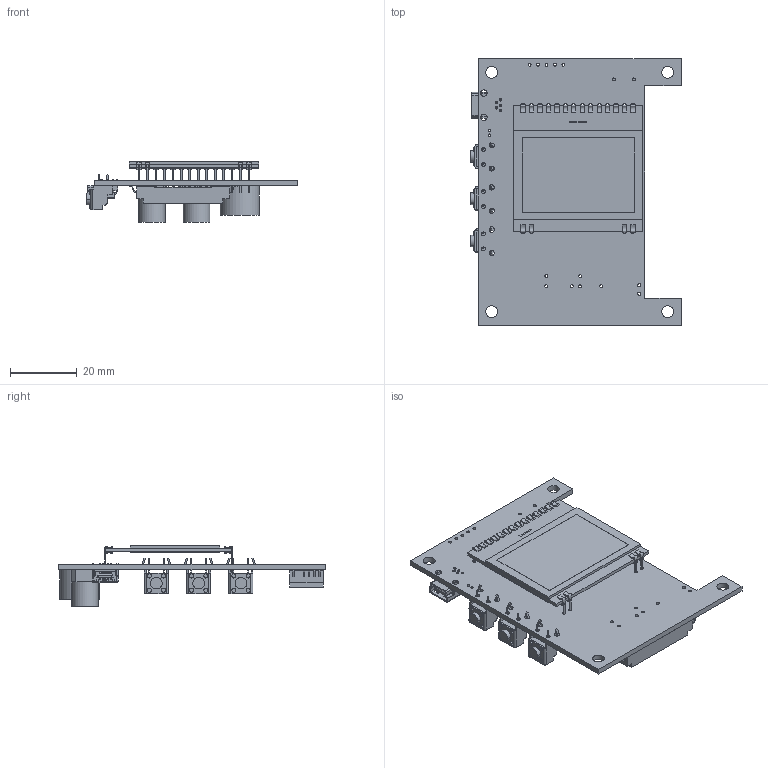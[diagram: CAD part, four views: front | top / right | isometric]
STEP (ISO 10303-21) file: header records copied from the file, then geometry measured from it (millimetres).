
FILE_DESCRIPTION(('Open CASCADE Model'),'2;1');
FILE_NAME('Open CASCADE Shape Model','2023-05-03T17:34:59',('Author'),( 'Open CASCADE'),'Open CASCADE STEP processor 7.5','Open CASCADE 7.5' ,'Unknown');
FILE_SCHEMA(('AUTOMOTIVE_DESIGN { 1 0 10303 214 1 1 1 1 }'));
Length unit declared in the file: millimetre
Products named in the file (28): PCB; Board; Open CASCADE STEP translator 7.5 5.1.1; U9; DOGS102N-6; U10; 6060342928; Cylinder; SW3; User Library-switch diptronics dtsa-62; SW2; SW1; Q1; Coilcraft-FL2810-1L v4; Component1; Open CASCADE STEP translator 7.5 5.7.1.2; CON1; usb_mn_2_b; C9; 6058496800; Extruded; 6058496640; C6; 6058496480; 6058496320
Assembly tree (29 placements, depth 4):
  PCB
    Board
      Open CASCADE STEP translator 7.5 5.1.1
    U9
      DOGS102N-6
    U10
      6060342928
        Cylinder
    SW3
      User Library-switch diptronics dtsa-62
    SW2
      User Library-switch diptronics dtsa-62
    SW1
      User Library-switch diptronics dtsa-62
    Q1
      Coilcraft-FL2810-1L v4
        Component1
        Open CASCADE STEP translator 7.5 5.7.1.2
    CON1
      usb_mn_2_b
    C9
      6058496800
        Extruded
      6058496640
        Cylinder
    C6
      6058496480
        Extruded
      6058496320
        Cylinder
Bounding box: 63.29 x 80 x 18.26 mm (x, y, z)
Volume: 14067.5 mm3; surface area: 24123.7 mm2
Topology: 49 solids, 49 shells, 1173 faces, 2975 edges, 1927 vertices
Faces by surface type: plane 784, cylinder 239, bspline 150
Full cylindrical faces by diameter (mm): 0.7 x7, 0.823 x1, 0.888 x6, 0.9 x27, 1.2 x6, 1.5 x6, 1.9 x2, 3.556 x4, 8 x2, 11.84 x1
Entity records: 41824 total; most frequent: CARTESIAN_POINT 15026, ORIENTED_EDGE 5258, DIRECTION 3955, EDGE_CURVE 2629, VERTEX_POINT 1709, LINE 1335, VECTOR 1335, AXIS2_PLACEMENT_3D 1310
